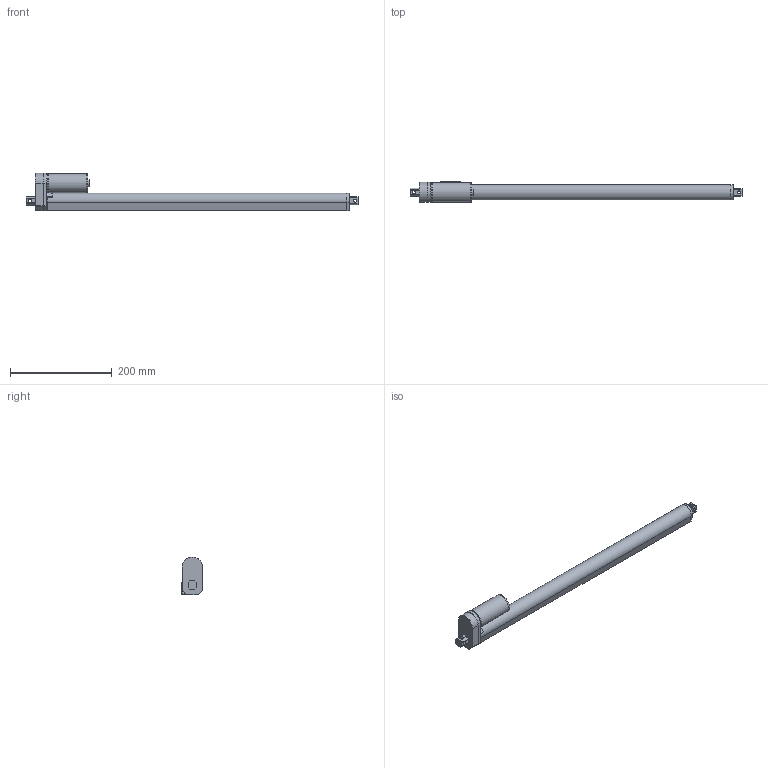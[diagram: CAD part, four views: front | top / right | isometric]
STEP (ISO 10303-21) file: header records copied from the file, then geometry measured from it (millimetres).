
FILE_DESCRIPTION( ( '' ), ' ' );
FILE_NAME( '5bd0caf74cf1fa1458becc93.step', '2018-10-24T19:41:43', ( '' ), ( '' ), ' ', ' ', ' ' );
FILE_SCHEMA( ( 'AUTOMOTIVE_DESIGN { 1 0 10303 214 1 1 1 1 }' ) );
Length unit declared in the file: metre
Products named in the file (12): Assem1; Cylinder Body; Cylinder Nose; Motor Body; Motor End Plate; Motor Gasket; Gearbox Inner; Gearbox Gasket; Cylinder Actuator Mount
Assembly tree (11 placements, depth 2):
  Assem1
    Cylinder Body
    Cylinder Nose
    Motor Body
    Motor End Plate
    Motor Gasket
    Cylinder Body
    Motor End Plate
    Gearbox Inner
    Gearbox Gasket
    Gearbox Gasket
    Cylinder Actuator Mount
Bounding box: 652.75 x 41 x 74 mm (x, y, z)
Volume: 280873.4 mm3; surface area: 165030.9 mm2
Topology: 11 solids, 11 shells, 201 faces, 511 edges, 337 vertices
Faces by surface type: plane 123, cylinder 74, cone 4
Full cylindrical faces by diameter (mm): 4 x8, 6.2 x4, 6.7 x4, 13 x1, 38 x4
Entity records: 8003 total; most frequent: CARTESIAN_POINT 1266, DIRECTION 1057, ORIENTED_EDGE 970, EDGE_CURVE 485, AXIS2_PLACEMENT_3D 371, VERTEX_POINT 332, LINE 315, VECTOR 315
